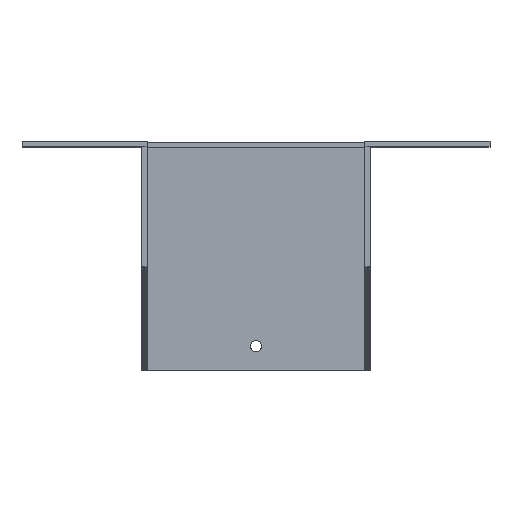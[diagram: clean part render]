
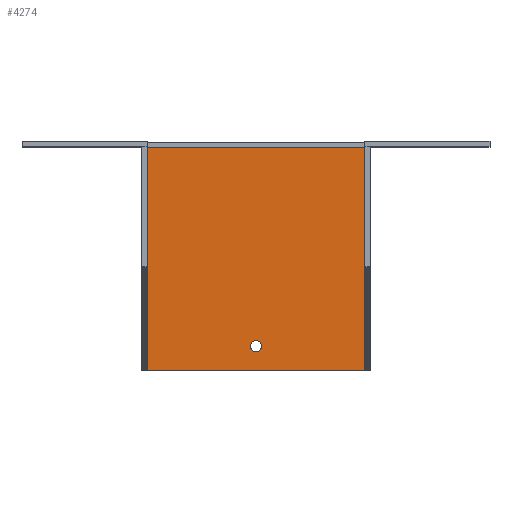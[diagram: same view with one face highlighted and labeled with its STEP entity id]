
A CAD part, top view. The second image highlights one B-rep face of the part: STEP entity #4274.
In plain terms, the highlighted planar face has unit normal (0, 0, 1).
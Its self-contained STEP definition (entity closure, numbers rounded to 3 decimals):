
#1480 = PLANE('',#1481);
#1481 = AXIS2_PLACEMENT_3D('',#1482,#1483,#1484);
#1482 = CARTESIAN_POINT('',(-40.,0.,-75.));
#1483 = DIRECTION('',(0.,0.,1.));
#1484 = DIRECTION('',(1.,0.,0.));
#2056 = VERTEX_POINT('',#2057);
#2057 = CARTESIAN_POINT('',(40.,-2.,-75.));
#2092 = PLANE('',#2093);
#2093 = AXIS2_PLACEMENT_3D('',#2094,#2095,#2096);
#2094 = CARTESIAN_POINT('',(40.,-2.,-75.));
#2095 = DIRECTION('',(-1.,0.,0.));
#2096 = DIRECTION('',(0.,0.,1.));
#3254 = VERTEX_POINT('',#3255);
#3255 = CARTESIAN_POINT('',(-40.,-2.,-75.));
#3276 = EDGE_CURVE('',#3254,#2056,#3277,.T.);
#3277 = SURFACE_CURVE('',#3278,(#3282,#3289),.PCURVE_S1.);
#3278 = LINE('',#3279,#3280);
#3279 = CARTESIAN_POINT('',(-40.,-2.,-75.));
#3280 = VECTOR('',#3281,1.);
#3281 = DIRECTION('',(1.,0.,0.));
#3282 = PCURVE('',#1480,#3283);
#3283 = DEFINITIONAL_REPRESENTATION('',(#3284),#3288);
#3284 = LINE('',#3285,#3286);
#3285 = CARTESIAN_POINT('',(0.,-2.));
#3286 = VECTOR('',#3287,1.);
#3287 = DIRECTION('',(1.,0.));
#3288 = ( GEOMETRIC_REPRESENTATION_CONTEXT(2) 
PARAMETRIC_REPRESENTATION_CONTEXT() REPRESENTATION_CONTEXT('2D SPACE',''
  ) );
#3289 = PCURVE('',#3290,#3295);
#3290 = PLANE('',#3291);
#3291 = AXIS2_PLACEMENT_3D('',#3292,#3293,#3294);
#3292 = CARTESIAN_POINT('',(-40.,-2.,-75.));
#3293 = DIRECTION('',(0.,0.,1.));
#3294 = DIRECTION('',(1.,0.,0.));
#3295 = DEFINITIONAL_REPRESENTATION('',(#3296),#3300);
#3296 = LINE('',#3297,#3298);
#3297 = CARTESIAN_POINT('',(0.,0.));
#3298 = VECTOR('',#3299,1.);
#3299 = DIRECTION('',(1.,0.));
#3300 = ( GEOMETRIC_REPRESENTATION_CONTEXT(2) 
PARAMETRIC_REPRESENTATION_CONTEXT() REPRESENTATION_CONTEXT('2D SPACE',''
  ) );
#3398 = PLANE('',#3399);
#3399 = AXIS2_PLACEMENT_3D('',#3400,#3401,#3402);
#3400 = CARTESIAN_POINT('',(-40.,-2.,75.));
#3401 = DIRECTION('',(1.,0.,0.));
#3402 = DIRECTION('',(0.,0.,-1.));
#3877 = PLANE('',#3878);
#3878 = AXIS2_PLACEMENT_3D('',#3879,#3880,#3881);
#3879 = CARTESIAN_POINT('',(40.,-84.,75.));
#3880 = DIRECTION('',(0.,-1.,0.));
#3881 = DIRECTION('',(0.,0.,-1.));
#3958 = EDGE_CURVE('',#2056,#3959,#3961,.T.);
#3959 = VERTEX_POINT('',#3960);
#3960 = CARTESIAN_POINT('',(40.,-84.,-75.));
#3961 = SURFACE_CURVE('',#3962,(#3966,#3973),.PCURVE_S1.);
#3962 = LINE('',#3963,#3964);
#3963 = CARTESIAN_POINT('',(40.,-2.,-75.));
#3964 = VECTOR('',#3965,1.);
#3965 = DIRECTION('',(0.,-1.,0.));
#3966 = PCURVE('',#2092,#3967);
#3967 = DEFINITIONAL_REPRESENTATION('',(#3968),#3972);
#3968 = LINE('',#3969,#3970);
#3969 = CARTESIAN_POINT('',(0.,0.));
#3970 = VECTOR('',#3971,1.);
#3971 = DIRECTION('',(0.,-1.));
#3972 = ( GEOMETRIC_REPRESENTATION_CONTEXT(2) 
PARAMETRIC_REPRESENTATION_CONTEXT() REPRESENTATION_CONTEXT('2D SPACE',''
  ) );
#3973 = PCURVE('',#3290,#3974);
#3974 = DEFINITIONAL_REPRESENTATION('',(#3975),#3979);
#3975 = LINE('',#3976,#3977);
#3976 = CARTESIAN_POINT('',(80.,0.));
#3977 = VECTOR('',#3978,1.);
#3978 = DIRECTION('',(0.,-1.));
#3979 = ( GEOMETRIC_REPRESENTATION_CONTEXT(2) 
PARAMETRIC_REPRESENTATION_CONTEXT() REPRESENTATION_CONTEXT('2D SPACE',''
  ) );
#4274 = ADVANCED_FACE('',(#4275,#4306),#3290,.T.);
#4275 = FACE_BOUND('',#4276,.T.);
#4276 = EDGE_LOOP('',(#4277));
#4277 = ORIENTED_EDGE('',*,*,#4278,.F.);
#4278 = EDGE_CURVE('',#4279,#4279,#4281,.T.);
#4279 = VERTEX_POINT('',#4280);
#4280 = CARTESIAN_POINT('',(-2.1,-75.,-75.));
#4281 = SURFACE_CURVE('',#4282,(#4287,#4294),.PCURVE_S1.);
#4282 = CIRCLE('',#4283,2.1);
#4283 = AXIS2_PLACEMENT_3D('',#4284,#4285,#4286);
#4284 = CARTESIAN_POINT('',(0.,-75.,-75.));
#4285 = DIRECTION('',(0.,0.,1.));
#4286 = DIRECTION('',(-1.,0.,0.));
#4287 = PCURVE('',#3290,#4288);
#4288 = DEFINITIONAL_REPRESENTATION('',(#4289),#4293);
#4289 = CIRCLE('',#4290,2.1);
#4290 = AXIS2_PLACEMENT_2D('',#4291,#4292);
#4291 = CARTESIAN_POINT('',(40.,-73.));
#4292 = DIRECTION('',(-1.,0.));
#4293 = ( GEOMETRIC_REPRESENTATION_CONTEXT(2) 
PARAMETRIC_REPRESENTATION_CONTEXT() REPRESENTATION_CONTEXT('2D SPACE',''
  ) );
#4294 = PCURVE('',#4295,#4300);
#4295 = CYLINDRICAL_SURFACE('',#4296,2.1);
#4296 = AXIS2_PLACEMENT_3D('',#4297,#4298,#4299);
#4297 = CARTESIAN_POINT('',(0.,-75.,-75.));
#4298 = DIRECTION('',(0.,0.,1.));
#4299 = DIRECTION('',(-1.,0.,0.));
#4300 = DEFINITIONAL_REPRESENTATION('',(#4301),#4305);
#4301 = LINE('',#4302,#4303);
#4302 = CARTESIAN_POINT('',(0.,0.));
#4303 = VECTOR('',#4304,1.);
#4304 = DIRECTION('',(1.,0.));
#4305 = ( GEOMETRIC_REPRESENTATION_CONTEXT(2) 
PARAMETRIC_REPRESENTATION_CONTEXT() REPRESENTATION_CONTEXT('2D SPACE',''
  ) );
#4306 = FACE_BOUND('',#4307,.T.);
#4307 = EDGE_LOOP('',(#4308,#4331,#4352,#4353));
#4308 = ORIENTED_EDGE('',*,*,#4309,.T.);
#4309 = EDGE_CURVE('',#3254,#4310,#4312,.T.);
#4310 = VERTEX_POINT('',#4311);
#4311 = CARTESIAN_POINT('',(-40.,-84.,-75.));
#4312 = SURFACE_CURVE('',#4313,(#4317,#4324),.PCURVE_S1.);
#4313 = LINE('',#4314,#4315);
#4314 = CARTESIAN_POINT('',(-40.,-2.,-75.));
#4315 = VECTOR('',#4316,1.);
#4316 = DIRECTION('',(0.,-1.,0.));
#4317 = PCURVE('',#3290,#4318);
#4318 = DEFINITIONAL_REPRESENTATION('',(#4319),#4323);
#4319 = LINE('',#4320,#4321);
#4320 = CARTESIAN_POINT('',(0.,0.));
#4321 = VECTOR('',#4322,1.);
#4322 = DIRECTION('',(0.,-1.));
#4323 = ( GEOMETRIC_REPRESENTATION_CONTEXT(2) 
PARAMETRIC_REPRESENTATION_CONTEXT() REPRESENTATION_CONTEXT('2D SPACE',''
  ) );
#4324 = PCURVE('',#3398,#4325);
#4325 = DEFINITIONAL_REPRESENTATION('',(#4326),#4330);
#4326 = LINE('',#4327,#4328);
#4327 = CARTESIAN_POINT('',(150.,0.));
#4328 = VECTOR('',#4329,1.);
#4329 = DIRECTION('',(0.,-1.));
#4330 = ( GEOMETRIC_REPRESENTATION_CONTEXT(2) 
PARAMETRIC_REPRESENTATION_CONTEXT() REPRESENTATION_CONTEXT('2D SPACE',''
  ) );
#4331 = ORIENTED_EDGE('',*,*,#4332,.T.);
#4332 = EDGE_CURVE('',#4310,#3959,#4333,.T.);
#4333 = SURFACE_CURVE('',#4334,(#4338,#4345),.PCURVE_S1.);
#4334 = LINE('',#4335,#4336);
#4335 = CARTESIAN_POINT('',(-40.,-84.,-75.));
#4336 = VECTOR('',#4337,1.);
#4337 = DIRECTION('',(1.,0.,0.));
#4338 = PCURVE('',#3290,#4339);
#4339 = DEFINITIONAL_REPRESENTATION('',(#4340),#4344);
#4340 = LINE('',#4341,#4342);
#4341 = CARTESIAN_POINT('',(0.,-82.));
#4342 = VECTOR('',#4343,1.);
#4343 = DIRECTION('',(1.,0.));
#4344 = ( GEOMETRIC_REPRESENTATION_CONTEXT(2) 
PARAMETRIC_REPRESENTATION_CONTEXT() REPRESENTATION_CONTEXT('2D SPACE',''
  ) );
#4345 = PCURVE('',#3877,#4346);
#4346 = DEFINITIONAL_REPRESENTATION('',(#4347),#4351);
#4347 = LINE('',#4348,#4349);
#4348 = CARTESIAN_POINT('',(150.,-80.));
#4349 = VECTOR('',#4350,1.);
#4350 = DIRECTION('',(0.,1.));
#4351 = ( GEOMETRIC_REPRESENTATION_CONTEXT(2) 
PARAMETRIC_REPRESENTATION_CONTEXT() REPRESENTATION_CONTEXT('2D SPACE',''
  ) );
#4352 = ORIENTED_EDGE('',*,*,#3958,.F.);
#4353 = ORIENTED_EDGE('',*,*,#3276,.F.);
